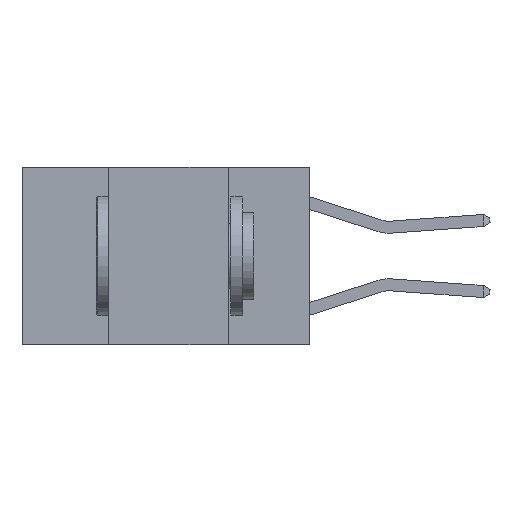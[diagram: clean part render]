
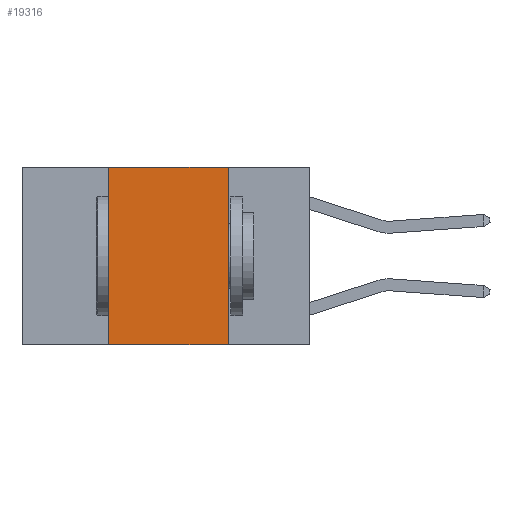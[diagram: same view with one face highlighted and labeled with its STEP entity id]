
A CAD part, left-side view. The second image highlights one B-rep face of the part: STEP entity #19316.
In plain terms, the highlighted planar face has unit normal (-1, 0, 0).
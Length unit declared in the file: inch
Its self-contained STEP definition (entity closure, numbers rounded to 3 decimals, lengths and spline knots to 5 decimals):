
#2 = LINE ( 'NONE', #12406, #18759 ) ;
#589 = ORIENTED_EDGE ( 'NONE', *, *, #5231, .F. ) ;
#666 = ORIENTED_EDGE ( 'NONE', *, *, #12161, .T. ) ;
#1658 = CARTESIAN_POINT ( 'NONE',  ( 0., 0.42, 0. ) ) ;
#1730 = PLANE ( 'NONE',  #15903 ) ;
#4427 = CARTESIAN_POINT ( 'NONE',  ( 0., 0.6, 0. ) ) ;
#4506 = DIRECTION ( 'NONE',  ( 0., -1., 0. ) ) ;
#4864 = VERTEX_POINT ( 'NONE', #15830 ) ;
#5167 = EDGE_LOOP ( 'NONE', ( #10503, #9887, #589, #666 ) ) ;
#5231 = EDGE_CURVE ( 'NONE', #10547, #16584, #2, .T. ) ;
#6520 = DIRECTION ( 'NONE',  ( 0., 0., 1. ) ) ;
#7012 = VERTEX_POINT ( 'NONE', #8512 ) ;
#7657 = LINE ( 'NONE', #4427, #13883 ) ;
#7975 = EDGE_CURVE ( 'NONE', #4864, #7012, #13426, .T. ) ;
#8512 = CARTESIAN_POINT ( 'NONE',  ( 0., 0.17, -0.37 ) ) ;
#8971 = DIRECTION ( 'NONE',  ( 0., -1., 0. ) ) ;
#9887 = ORIENTED_EDGE ( 'NONE', *, *, #15620, .F. ) ;
#10115 = VECTOR ( 'NONE', #16529, 39.37008 ) ;
#10503 = ORIENTED_EDGE ( 'NONE', *, *, #7975, .F. ) ;
#10547 = VERTEX_POINT ( 'NONE', #17332 ) ;
#11810 = CARTESIAN_POINT ( 'NONE',  ( 0., 0.17, 0. ) ) ;
#12161 = EDGE_CURVE ( 'NONE', #10547, #7012, #12203, .T. ) ;
#12203 = LINE ( 'NONE', #18350, #14105 ) ;
#12406 = CARTESIAN_POINT ( 'NONE',  ( 0., 0.42, 0. ) ) ;
#12622 = DIRECTION ( 'NONE',  ( 0., 0., -1. ) ) ;
#13426 = LINE ( 'NONE', #11810, #10115 ) ;
#13883 = VECTOR ( 'NONE', #8971, 39.37008 ) ;
#14105 = VECTOR ( 'NONE', #4506, 39.37008 ) ;
#15620 = EDGE_CURVE ( 'NONE', #16584, #4864, #7657, .T. ) ;
#15734 = FACE_OUTER_BOUND ( 'NONE', #5167, .T. ) ;
#15830 = CARTESIAN_POINT ( 'NONE',  ( 0., 0.17, 0. ) ) ;
#15903 = AXIS2_PLACEMENT_3D ( 'NONE', #18481, #18785, #12622 ) ;
#16529 = DIRECTION ( 'NONE',  ( 0., 0., -1. ) ) ;
#16584 = VERTEX_POINT ( 'NONE', #1658 ) ;
#17332 = CARTESIAN_POINT ( 'NONE',  ( 0., 0.42, -0.37 ) ) ;
#18350 = CARTESIAN_POINT ( 'NONE',  ( 0., 0.6, -0.37 ) ) ;
#18481 = CARTESIAN_POINT ( 'NONE',  ( 0., 0.6, 0. ) ) ;
#18759 = VECTOR ( 'NONE', #6520, 39.37008 ) ;
#18785 = DIRECTION ( 'NONE',  ( 1., 0., 0. ) ) ;
#19316 = ADVANCED_FACE ( 'NONE', ( #15734 ), #1730, .F. ) ;
